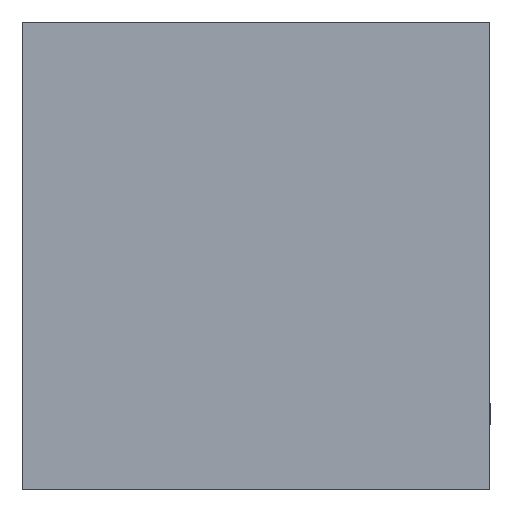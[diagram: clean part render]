
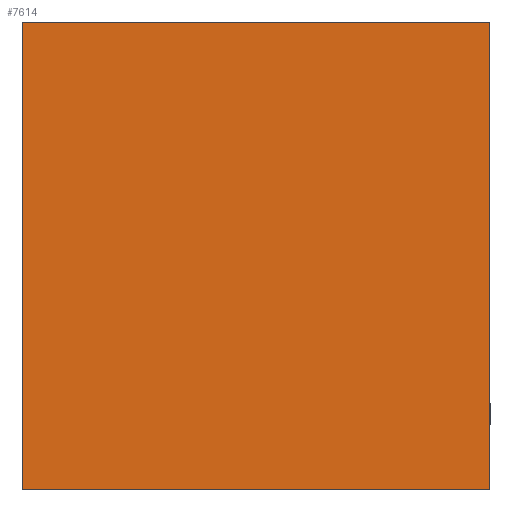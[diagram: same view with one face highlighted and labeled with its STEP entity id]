
A CAD part, left-side view. The second image highlights one B-rep face of the part: STEP entity #7614.
In plain terms, the highlighted planar face has unit normal (-1, 0, 0).
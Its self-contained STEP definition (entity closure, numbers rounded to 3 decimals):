
#1007=FACE_OUTER_BOUND('',#1440,.T.);
#1440=EDGE_LOOP('',(#6674,#6675,#6676,#6677));
#1707=LINE('',#11794,#2388);
#2129=LINE('',#13238,#2810);
#2130=LINE('',#13239,#2811);
#2131=LINE('',#13240,#2812);
#2388=VECTOR('',#8441,10.);
#2810=VECTOR('',#9595,10.);
#2811=VECTOR('',#9596,10.);
#2812=VECTOR('',#9597,10.);
#3114=VERTEX_POINT('',#11787);
#3117=VERTEX_POINT('',#11792);
#3520=VERTEX_POINT('',#13236);
#3521=VERTEX_POINT('',#13237);
#3971=EDGE_CURVE('',#3117,#3114,#1707,.T.);
#4579=EDGE_CURVE('',#3520,#3521,#2129,.T.);
#4580=EDGE_CURVE('',#3521,#3114,#2130,.T.);
#4581=EDGE_CURVE('',#3520,#3117,#2131,.T.);
#6674=ORIENTED_EDGE('',*,*,#4579,.T.);
#6675=ORIENTED_EDGE('',*,*,#4580,.T.);
#6676=ORIENTED_EDGE('',*,*,#3971,.F.);
#6677=ORIENTED_EDGE('',*,*,#4581,.F.);
#6924=PLANE('',#8060);
#7614=ADVANCED_FACE('',(#1007),#6924,.T.);
#8060=AXIS2_PLACEMENT_3D('',#13235,#9593,#9594);
#8441=DIRECTION('',(0.,-1.,0.));
#9593=DIRECTION('center_axis',(-1.,0.,0.));
#9594=DIRECTION('ref_axis',(0.,-1.,0.));
#9595=DIRECTION('',(0.,-1.,0.));
#9596=DIRECTION('',(0.,0.,1.));
#9597=DIRECTION('',(0.,0.,1.));
#11787=CARTESIAN_POINT('',(0.,0.,44.45));
#11792=CARTESIAN_POINT('',(0.,44.45,44.45));
#11794=CARTESIAN_POINT('',(0.,44.45,44.45));
#13235=CARTESIAN_POINT('Origin',(0.,44.45,0.));
#13236=CARTESIAN_POINT('',(0.,44.45,0.));
#13237=CARTESIAN_POINT('',(0.,0.,0.));
#13238=CARTESIAN_POINT('',(0.,44.45,0.));
#13239=CARTESIAN_POINT('',(0.,0.,0.));
#13240=CARTESIAN_POINT('',(0.,44.45,0.));
